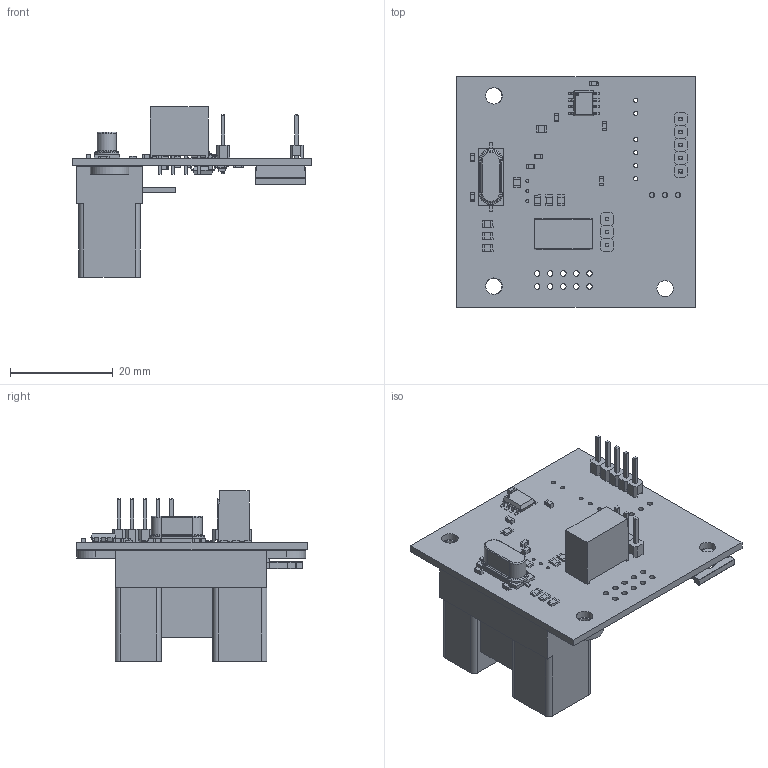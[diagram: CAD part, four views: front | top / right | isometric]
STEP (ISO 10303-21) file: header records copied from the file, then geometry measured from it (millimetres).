
FILE_DESCRIPTION(('Open CASCADE Model'),'2;1');
FILE_NAME('Open CASCADE Shape Model','2021-07-30T19:03:04',('Author'),( 'Open CASCADE'),'Open CASCADE STEP processor 6.8','Open CASCADE 6.8' ,'Unknown');
FILE_SCHEMA(('AUTOMOTIVE_DESIGN { 1 0 10303 214 1 1 1 1 }'));
Length unit declared in the file: millimetre
Products named in the file (100): PCB; Board; Open CASCADE STEP translator 6.8 1.1.1; XP1; User_Library-PLS-1; X1; PLS-1; U1; User_Library-TO220-A_PCB; R13; 6537242848; Extruded; 6537242528; 6537242128; R11; R10; R12; 7912668384; R5; 6861792224; 7912912144; R4; 7912913184; R3; 7913115856; R2; R1; R9; 7010220480; R8; 6443461872; R7; R6; Q1; User_Library-hc49_cystal; PS1; 6446556048; TME_Series; TME_PIN; IC1 ...
Assembly tree (155 placements, depth 4):
  PCB
    Board
      Open CASCADE STEP translator 6.8 1.1.1
    XP1
      User_Library-PLS-1  x3
    X1
      PLS-1  x5
    U1
      User_Library-TO220-A_PCB
    R13
      6537242848
        Extruded
      6537242528
        Extruded
      6537242128
        Extruded
    R11
      6537242848
        Extruded
      6537242528
        Extruded
      6537242128
        Extruded
    R10
      6537242848
        Extruded
      6537242528
        Extruded
      6537242128
        Extruded
    R12
      7912668384
        Extruded
      6537242528
        Extruded
      6537242128
        Extruded
    R5
      6861792224
        Extruded
      7912912144
        Extruded
      6537242128
        Extruded
    R4
      7912913184
        Extruded
      7912912144
        Extruded
      6537242128
        Extruded
    R3
      7913115856
        Extruded
      6537242528
        Extruded
      6537242128
        Extruded
    R2
      7913115856
Bounding box: 46.4 x 44.85 x 33.12 mm (x, y, z)
Volume: 10139.5 mm3; surface area: 10900.7 mm2
Topology: 94 solids, 94 shells, 1734 faces, 4148 edges, 2557 vertices
Faces by surface type: plane 1238, cylinder 312, sphere 75, torus 46, bspline 43, cone 20
Full cylindrical faces by diameter (mm): 0.6 x3, 0.78 x4, 0.8 x6, 0.9 x5, 1 x3, 1.016 x3, 1.07 x10, 3.175 x1, 3.2 x2
Entity records: 42265 total; most frequent: CARTESIAN_POINT 7973, DIRECTION 5654, ORIENTED_EDGE 5360, EDGE_CURVE 2680, LINE 1970, VECTOR 1970, AXIS2_PLACEMENT_3D 1842, VERTEX_POINT 1665
